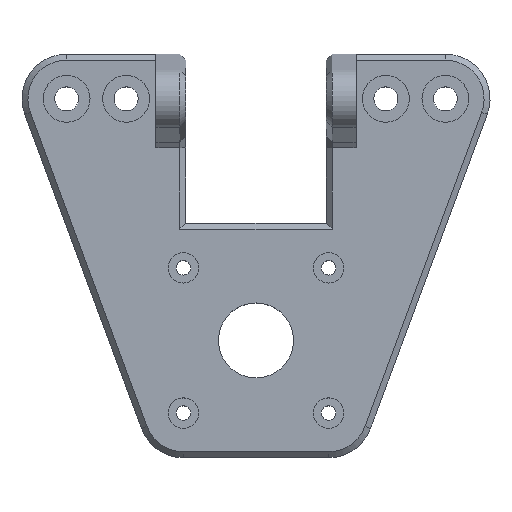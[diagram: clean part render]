
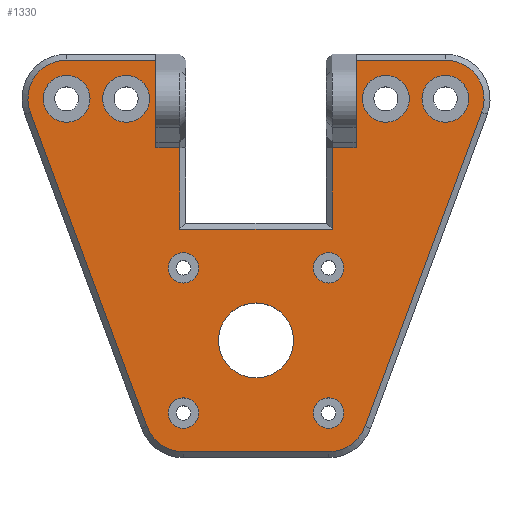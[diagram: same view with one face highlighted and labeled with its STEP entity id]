
A CAD part, top view. The second image highlights one B-rep face of the part: STEP entity #1330.
In plain terms, the highlighted planar face has unit normal (0, 0, 1).
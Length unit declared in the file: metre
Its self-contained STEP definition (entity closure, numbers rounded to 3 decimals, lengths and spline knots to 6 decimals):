
#59=CIRCLE('',#1433,0.00325);
#61=CIRCLE('',#1436,0.008);
#63=CIRCLE('',#1439,0.005);
#65=CIRCLE('',#1442,0.005);
#67=CIRCLE('',#1445,0.005);
#69=CIRCLE('',#1448,0.005);
#71=CIRCLE('',#1451,0.00325);
#73=CIRCLE('',#1454,0.00325);
#75=CIRCLE('',#1458,0.00325);
#77=CIRCLE('',#1461,0.008255);
#78=CIRCLE('',#1462,0.008255);
#79=CIRCLE('',#1463,0.008255);
#80=CIRCLE('',#1464,0.008255);
#187=ORIENTED_EDGE('',*,*,#529,.T.);
#188=ORIENTED_EDGE('',*,*,#530,.T.);
#189=ORIENTED_EDGE('',*,*,#531,.T.);
#190=ORIENTED_EDGE('',*,*,#532,.T.);
#191=ORIENTED_EDGE('',*,*,#533,.T.);
#192=ORIENTED_EDGE('',*,*,#534,.T.);
#193=ORIENTED_EDGE('',*,*,#535,.T.);
#194=ORIENTED_EDGE('',*,*,#536,.T.);
#195=ORIENTED_EDGE('',*,*,#537,.T.);
#196=ORIENTED_EDGE('',*,*,#538,.T.);
#197=ORIENTED_EDGE('',*,*,#539,.T.);
#198=ORIENTED_EDGE('',*,*,#540,.F.);
#199=ORIENTED_EDGE('',*,*,#541,.T.);
#200=ORIENTED_EDGE('',*,*,#542,.T.);
#201=ORIENTED_EDGE('',*,*,#543,.T.);
#202=ORIENTED_EDGE('',*,*,#544,.T.);
#203=ORIENTED_EDGE('',*,*,#523,.F.);
#204=ORIENTED_EDGE('',*,*,#521,.F.);
#205=ORIENTED_EDGE('',*,*,#519,.F.);
#206=ORIENTED_EDGE('',*,*,#517,.T.);
#207=ORIENTED_EDGE('',*,*,#515,.F.);
#208=ORIENTED_EDGE('',*,*,#513,.T.);
#209=ORIENTED_EDGE('',*,*,#511,.F.);
#210=ORIENTED_EDGE('',*,*,#509,.F.);
#211=ORIENTED_EDGE('',*,*,#527,.F.);
#509=EDGE_CURVE('',#677,#677,#59,.T.);
#511=EDGE_CURVE('',#679,#679,#61,.T.);
#513=EDGE_CURVE('',#681,#681,#63,.T.);
#515=EDGE_CURVE('',#683,#683,#65,.T.);
#517=EDGE_CURVE('',#685,#685,#67,.T.);
#519=EDGE_CURVE('',#687,#687,#69,.T.);
#521=EDGE_CURVE('',#689,#689,#71,.T.);
#523=EDGE_CURVE('',#691,#691,#73,.T.);
#527=EDGE_CURVE('',#693,#693,#75,.T.);
#529=EDGE_CURVE('',#695,#696,#793,.T.);
#530=EDGE_CURVE('',#696,#697,#794,.T.);
#531=EDGE_CURVE('',#697,#698,#795,.T.);
#532=EDGE_CURVE('',#698,#699,#77,.T.);
#533=EDGE_CURVE('',#699,#700,#796,.T.);
#534=EDGE_CURVE('',#700,#701,#78,.T.);
#535=EDGE_CURVE('',#701,#702,#797,.T.);
#536=EDGE_CURVE('',#702,#703,#79,.T.);
#537=EDGE_CURVE('',#703,#704,#798,.T.);
#538=EDGE_CURVE('',#704,#705,#80,.T.);
#539=EDGE_CURVE('',#705,#706,#799,.T.);
#540=EDGE_CURVE('',#707,#706,#800,.T.);
#541=EDGE_CURVE('',#707,#708,#801,.T.);
#542=EDGE_CURVE('',#708,#709,#802,.T.);
#543=EDGE_CURVE('',#709,#710,#803,.T.);
#544=EDGE_CURVE('',#710,#695,#804,.T.);
#677=VERTEX_POINT('',#2074);
#679=VERTEX_POINT('',#2079);
#681=VERTEX_POINT('',#2084);
#683=VERTEX_POINT('',#2089);
#685=VERTEX_POINT('',#2094);
#687=VERTEX_POINT('',#2099);
#689=VERTEX_POINT('',#2104);
#691=VERTEX_POINT('',#2109);
#693=VERTEX_POINT('',#2117);
#695=VERTEX_POINT('',#2122);
#696=VERTEX_POINT('',#2123);
#697=VERTEX_POINT('',#2125);
#698=VERTEX_POINT('',#2127);
#699=VERTEX_POINT('',#2129);
#700=VERTEX_POINT('',#2131);
#701=VERTEX_POINT('',#2133);
#702=VERTEX_POINT('',#2135);
#703=VERTEX_POINT('',#2137);
#704=VERTEX_POINT('',#2139);
#705=VERTEX_POINT('',#2141);
#706=VERTEX_POINT('',#2143);
#707=VERTEX_POINT('',#2145);
#708=VERTEX_POINT('',#2147);
#709=VERTEX_POINT('',#2149);
#710=VERTEX_POINT('',#2151);
#793=LINE('',#2121,#909);
#794=LINE('',#2124,#910);
#795=LINE('',#2126,#911);
#796=LINE('',#2130,#912);
#797=LINE('',#2134,#913);
#798=LINE('',#2138,#914);
#799=LINE('',#2142,#915);
#800=LINE('',#2144,#916);
#801=LINE('',#2146,#917);
#802=LINE('',#2148,#918);
#803=LINE('',#2150,#919);
#804=LINE('',#2152,#920);
#909=VECTOR('',#1702,1.);
#910=VECTOR('',#1703,1.);
#911=VECTOR('',#1704,1.);
#912=VECTOR('',#1707,1.);
#913=VECTOR('',#1710,1.);
#914=VECTOR('',#1713,1.);
#915=VECTOR('',#1716,1.);
#916=VECTOR('',#1717,1.);
#917=VECTOR('',#1718,1.);
#918=VECTOR('',#1719,1.);
#919=VECTOR('',#1720,1.);
#920=VECTOR('',#1721,1.);
#1017=EDGE_LOOP('',(#187,#188,#189,#190,#191,#192,#193,#194,#195,#196,#197,
#198,#199,#200,#201,#202));
#1018=EDGE_LOOP('',(#203));
#1019=EDGE_LOOP('',(#204));
#1020=EDGE_LOOP('',(#205));
#1021=EDGE_LOOP('',(#206));
#1022=EDGE_LOOP('',(#207));
#1023=EDGE_LOOP('',(#208));
#1024=EDGE_LOOP('',(#209));
#1025=EDGE_LOOP('',(#210));
#1026=EDGE_LOOP('',(#211));
#1153=FACE_BOUND('',#1017,.T.);
#1154=FACE_BOUND('',#1018,.T.);
#1155=FACE_BOUND('',#1019,.T.);
#1156=FACE_BOUND('',#1020,.T.);
#1157=FACE_BOUND('',#1021,.T.);
#1158=FACE_BOUND('',#1022,.T.);
#1159=FACE_BOUND('',#1023,.T.);
#1160=FACE_BOUND('',#1024,.T.);
#1161=FACE_BOUND('',#1025,.T.);
#1162=FACE_BOUND('',#1026,.T.);
#1265=PLANE('',#1460);
#1330=ADVANCED_FACE('',(#1153,#1154,#1155,#1156,#1157,#1158,#1159,#1160,
#1161,#1162),#1265,.T.);
#1433=AXIS2_PLACEMENT_3D('',#2073,#1644,#1645);
#1436=AXIS2_PLACEMENT_3D('',#2078,#1650,#1651);
#1439=AXIS2_PLACEMENT_3D('',#2083,#1656,#1657);
#1442=AXIS2_PLACEMENT_3D('',#2088,#1662,#1663);
#1445=AXIS2_PLACEMENT_3D('',#2093,#1668,#1669);
#1448=AXIS2_PLACEMENT_3D('',#2098,#1674,#1675);
#1451=AXIS2_PLACEMENT_3D('',#2103,#1680,#1681);
#1454=AXIS2_PLACEMENT_3D('',#2108,#1686,#1687);
#1458=AXIS2_PLACEMENT_3D('',#2116,#1696,#1697);
#1460=AXIS2_PLACEMENT_3D('',#2120,#1700,#1701);
#1461=AXIS2_PLACEMENT_3D('',#2128,#1705,#1706);
#1462=AXIS2_PLACEMENT_3D('',#2132,#1708,#1709);
#1463=AXIS2_PLACEMENT_3D('',#2136,#1711,#1712);
#1464=AXIS2_PLACEMENT_3D('',#2140,#1714,#1715);
#1644=DIRECTION('',(0.,0.,1.));
#1645=DIRECTION('',(1.,0.,0.));
#1650=DIRECTION('',(0.,0.,1.));
#1651=DIRECTION('',(1.,0.,0.));
#1656=DIRECTION('',(0.,0.,-1.));
#1657=DIRECTION('',(1.,0.,0.));
#1662=DIRECTION('',(0.,0.,1.));
#1663=DIRECTION('',(1.,0.,0.));
#1668=DIRECTION('',(0.,0.,-1.));
#1669=DIRECTION('',(1.,0.,0.));
#1674=DIRECTION('',(0.,0.,1.));
#1675=DIRECTION('',(1.,0.,0.));
#1680=DIRECTION('',(0.,0.,1.));
#1681=DIRECTION('',(1.,0.,0.));
#1686=DIRECTION('',(0.,0.,1.));
#1687=DIRECTION('',(1.,0.,0.));
#1696=DIRECTION('',(0.,0.,1.));
#1697=DIRECTION('',(1.,0.,0.));
#1700=DIRECTION('',(0.,0.,1.));
#1701=DIRECTION('',(1.,0.,0.));
#1702=DIRECTION('',(-1.,0.,0.));
#1703=DIRECTION('',(0.,1.,0.));
#1704=DIRECTION('',(-1.,0.,0.));
#1705=DIRECTION('',(0.,0.,1.));
#1706=DIRECTION('',(1.,0.,0.));
#1707=DIRECTION('',(0.348,-0.937,0.));
#1708=DIRECTION('',(0.,0.,1.));
#1709=DIRECTION('',(1.,0.,0.));
#1710=DIRECTION('',(1.,0.,0.));
#1711=DIRECTION('',(0.,0.,1.));
#1712=DIRECTION('',(1.,0.,0.));
#1713=DIRECTION('',(0.348,0.937,0.));
#1714=DIRECTION('',(0.,0.,1.));
#1715=DIRECTION('',(1.,0.,0.));
#1716=DIRECTION('',(-1.,0.,0.));
#1717=DIRECTION('',(0.,1.,0.));
#1718=DIRECTION('',(-1.,0.,0.));
#1719=DIRECTION('',(0.,-1.,0.));
#1720=DIRECTION('',(-1.,0.,0.));
#1721=DIRECTION('',(0.,1.,0.));
#2073=CARTESIAN_POINT('',(0.0745,0.236453,0.003175));
#2074=CARTESIAN_POINT('',(0.07775,0.236453,0.003175));
#2078=CARTESIAN_POINT('',(0.09,0.220953,0.003175));
#2079=CARTESIAN_POINT('',(0.098,0.220953,0.003175));
#2083=CARTESIAN_POINT('',(0.1177,0.2725,0.003175));
#2084=CARTESIAN_POINT('',(0.1227,0.2725,0.003175));
#2088=CARTESIAN_POINT('',(0.0623,0.2725,0.003175));
#2089=CARTESIAN_POINT('',(0.0673,0.2725,0.003175));
#2093=CARTESIAN_POINT('',(0.1304,0.2725,0.003175));
#2094=CARTESIAN_POINT('',(0.1354,0.2725,0.003175));
#2098=CARTESIAN_POINT('',(0.0496,0.2725,0.003175));
#2099=CARTESIAN_POINT('',(0.0546,0.2725,0.003175));
#2103=CARTESIAN_POINT('',(0.0745,0.205453,0.003175));
#2104=CARTESIAN_POINT('',(0.07775,0.205453,0.003175));
#2108=CARTESIAN_POINT('',(0.1055,0.205453,0.003175));
#2109=CARTESIAN_POINT('',(0.10875,0.205453,0.003175));
#2116=CARTESIAN_POINT('',(0.1055,0.236453,0.003175));
#2117=CARTESIAN_POINT('',(0.10875,0.236453,0.003175));
#2120=CARTESIAN_POINT('',(0.09,0.238977,0.003175));
#2121=CARTESIAN_POINT('',(0.06865,0.262033,0.003175));
#2122=CARTESIAN_POINT('',(0.07373,0.262033,0.003175));
#2123=CARTESIAN_POINT('',(0.06865,0.262033,0.003175));
#2124=CARTESIAN_POINT('',(0.06865,0.2725,0.003175));
#2125=CARTESIAN_POINT('',(0.06865,0.280755,0.003175));
#2126=CARTESIAN_POINT('',(0.0496,0.280755,0.003175));
#2127=CARTESIAN_POINT('',(0.0496,0.280755,0.003175));
#2128=CARTESIAN_POINT('',(0.0496,0.2725,0.003175));
#2129=CARTESIAN_POINT('',(0.041861,0.269626,0.003175));
#2130=CARTESIAN_POINT('',(0.066761,0.202579,0.003175));
#2131=CARTESIAN_POINT('',(0.066761,0.202579,0.003175));
#2132=CARTESIAN_POINT('',(0.0745,0.205453,0.003175));
#2133=CARTESIAN_POINT('',(0.0745,0.197198,0.003175));
#2134=CARTESIAN_POINT('',(0.1055,0.197198,0.003175));
#2135=CARTESIAN_POINT('',(0.1055,0.197198,0.003175));
#2136=CARTESIAN_POINT('',(0.1055,0.205453,0.003175));
#2137=CARTESIAN_POINT('',(0.113239,0.202579,0.003175));
#2138=CARTESIAN_POINT('',(0.138139,0.269626,0.003175));
#2139=CARTESIAN_POINT('',(0.138139,0.269626,0.003175));
#2140=CARTESIAN_POINT('',(0.1304,0.2725,0.003175));
#2141=CARTESIAN_POINT('',(0.1304,0.280755,0.003175));
#2142=CARTESIAN_POINT('',(0.09,0.280755,0.003175));
#2143=CARTESIAN_POINT('',(0.11135,0.280755,0.003175));
#2144=CARTESIAN_POINT('',(0.11135,0.2725,0.003175));
#2145=CARTESIAN_POINT('',(0.11135,0.262033,0.003175));
#2146=CARTESIAN_POINT('',(0.09,0.262033,0.003175));
#2147=CARTESIAN_POINT('',(0.10627,0.262033,0.003175));
#2148=CARTESIAN_POINT('',(0.10627,0.238977,0.003175));
#2149=CARTESIAN_POINT('',(0.10627,0.244708,0.003175));
#2150=CARTESIAN_POINT('',(0.075,0.244708,0.003175));
#2151=CARTESIAN_POINT('',(0.07373,0.244708,0.003175));
#2152=CARTESIAN_POINT('',(0.07373,0.238977,0.003175));
